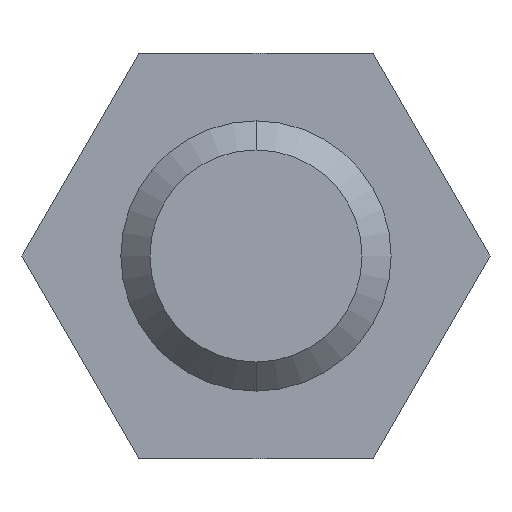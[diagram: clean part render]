
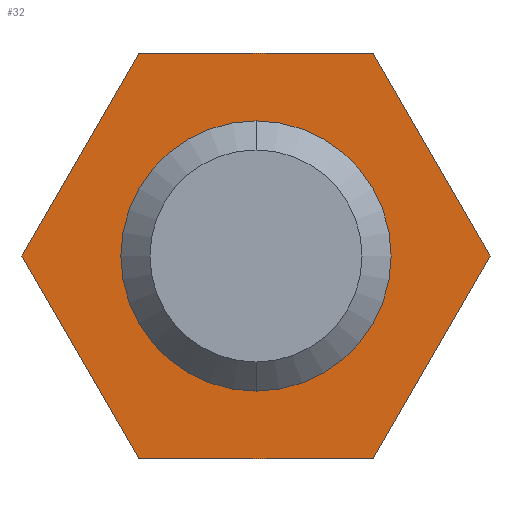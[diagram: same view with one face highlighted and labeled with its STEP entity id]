
A CAD part, front view. The second image highlights one B-rep face of the part: STEP entity #32.
In plain terms, the highlighted planar face has unit normal (0, -1, 0).
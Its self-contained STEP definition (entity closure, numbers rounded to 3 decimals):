
#3 = FACE_OUTER_BOUND ( 'NONE', #42, .T. ) ;
#12 = CARTESIAN_POINT ( 'NONE',  ( 0., 8.3, 0. ) ) ;
#17 = CIRCLE ( 'NONE', #445, 1.85 ) ;
#26 = LINE ( 'NONE', #254, #382 ) ;
#32 = ADVANCED_FACE ( 'NONE', ( #3, #342 ), #61, .F. ) ;
#34 = LINE ( 'NONE', #503, #265 ) ;
#42 = EDGE_LOOP ( 'NONE', ( #187, #351, #142, #624, #87, #511 ) ) ;
#60 = CARTESIAN_POINT ( 'NONE',  ( -3.464, 8.3, 0. ) ) ;
#61 = PLANE ( 'NONE',  #469 ) ;
#86 = LINE ( 'NONE', #425, #444 ) ;
#87 = ORIENTED_EDGE ( 'NONE', *, *, #117, .F. ) ;
#105 = EDGE_CURVE ( 'NONE', #627, #576, #139, .T. ) ;
#107 = EDGE_CURVE ( 'NONE', #334, #627, #360, .T. ) ;
#117 = EDGE_CURVE ( 'NONE', #379, #376, #26, .T. ) ;
#119 = VECTOR ( 'NONE', #599, 1000. ) ;
#132 = DIRECTION ( 'NONE',  ( 0., 0., -1. ) ) ;
#139 = LINE ( 'NONE', #261, #119 ) ;
#142 = ORIENTED_EDGE ( 'NONE', *, *, #158, .F. ) ;
#150 = CARTESIAN_POINT ( 'NONE',  ( 1.732, 8.3, 3. ) ) ;
#156 = CARTESIAN_POINT ( 'NONE',  ( -1.732, 8.3, 3. ) ) ;
#158 = EDGE_CURVE ( 'NONE', #505, #334, #86, .T. ) ;
#160 = DIRECTION ( 'NONE',  ( 0., 0., -1. ) ) ;
#187 = ORIENTED_EDGE ( 'NONE', *, *, #105, .F. ) ;
#225 = CARTESIAN_POINT ( 'NONE',  ( 0., 8.3, 0. ) ) ;
#237 = DIRECTION ( 'NONE',  ( 0., -1., 0. ) ) ;
#239 = DIRECTION ( 'NONE',  ( 0., 1., 0. ) ) ;
#254 = CARTESIAN_POINT ( 'NONE',  ( 1.732, 8.3, -3. ) ) ;
#255 = VERTEX_POINT ( 'NONE', #518 ) ;
#261 = CARTESIAN_POINT ( 'NONE',  ( -1.732, 8.3, 3. ) ) ;
#263 = VECTOR ( 'NONE', #455, 1000. ) ;
#265 = VECTOR ( 'NONE', #387, 1000. ) ;
#268 = EDGE_LOOP ( 'NONE', ( #548, #506 ) ) ;
#301 = DIRECTION ( 'NONE',  ( 0.5, 0., 0.866 ) ) ;
#334 = VERTEX_POINT ( 'NONE', #60 ) ;
#335 = LINE ( 'NONE', #150, #263 ) ;
#342 = FACE_BOUND ( 'NONE', #268, .T. ) ;
#349 = CARTESIAN_POINT ( 'NONE',  ( 1.732, 8.3, 3. ) ) ;
#351 = ORIENTED_EDGE ( 'NONE', *, *, #107, .F. ) ;
#360 = LINE ( 'NONE', #677, #523 ) ;
#369 = DIRECTION ( 'NONE',  ( -0.5, 0., -0.866 ) ) ;
#376 = VERTEX_POINT ( 'NONE', #587 ) ;
#379 = VERTEX_POINT ( 'NONE', #416 ) ;
#382 = VECTOR ( 'NONE', #369, 1000. ) ;
#385 = AXIS2_PLACEMENT_3D ( 'NONE', #12, #237, #132 ) ;
#387 = DIRECTION ( 'NONE',  ( -1., 0., 0. ) ) ;
#416 = CARTESIAN_POINT ( 'NONE',  ( 3.464, 8.3, 0. ) ) ;
#425 = CARTESIAN_POINT ( 'NONE',  ( -1.732, 8.3, -3. ) ) ;
#444 = VECTOR ( 'NONE', #555, 1000. ) ;
#445 = AXIS2_PLACEMENT_3D ( 'NONE', #225, #687, #160 ) ;
#455 = DIRECTION ( 'NONE',  ( 0.5, 0., -0.866 ) ) ;
#469 = AXIS2_PLACEMENT_3D ( 'NONE', #349, #239, #530 ) ;
#503 = CARTESIAN_POINT ( 'NONE',  ( -1.732, 8.3, -3. ) ) ;
#505 = VERTEX_POINT ( 'NONE', #672 ) ;
#506 = ORIENTED_EDGE ( 'NONE', *, *, #640, .F. ) ;
#511 = ORIENTED_EDGE ( 'NONE', *, *, #650, .F. ) ;
#518 = CARTESIAN_POINT ( 'NONE',  ( 0., 8.3, -1.85 ) ) ;
#523 = VECTOR ( 'NONE', #301, 1000. ) ;
#530 = DIRECTION ( 'NONE',  ( 0., 0., 1. ) ) ;
#540 = CARTESIAN_POINT ( 'NONE',  ( 0., 8.3, 1.85 ) ) ;
#548 = ORIENTED_EDGE ( 'NONE', *, *, #757, .F. ) ;
#555 = DIRECTION ( 'NONE',  ( -0.5, 0., 0.866 ) ) ;
#576 = VERTEX_POINT ( 'NONE', #738 ) ;
#587 = CARTESIAN_POINT ( 'NONE',  ( 1.732, 8.3, -3. ) ) ;
#599 = DIRECTION ( 'NONE',  ( 1., 0., 0. ) ) ;
#624 = ORIENTED_EDGE ( 'NONE', *, *, #688, .F. ) ;
#627 = VERTEX_POINT ( 'NONE', #156 ) ;
#640 = EDGE_CURVE ( 'NONE', #758, #255, #17, .T. ) ;
#650 = EDGE_CURVE ( 'NONE', #576, #379, #335, .T. ) ;
#657 = CIRCLE ( 'NONE', #385, 1.85 ) ;
#672 = CARTESIAN_POINT ( 'NONE',  ( -1.732, 8.3, -3. ) ) ;
#677 = CARTESIAN_POINT ( 'NONE',  ( -1.732, 8.3, 3. ) ) ;
#687 = DIRECTION ( 'NONE',  ( 0., -1., 0. ) ) ;
#688 = EDGE_CURVE ( 'NONE', #376, #505, #34, .T. ) ;
#738 = CARTESIAN_POINT ( 'NONE',  ( 1.732, 8.3, 3. ) ) ;
#757 = EDGE_CURVE ( 'NONE', #255, #758, #657, .T. ) ;
#758 = VERTEX_POINT ( 'NONE', #540 ) ;
